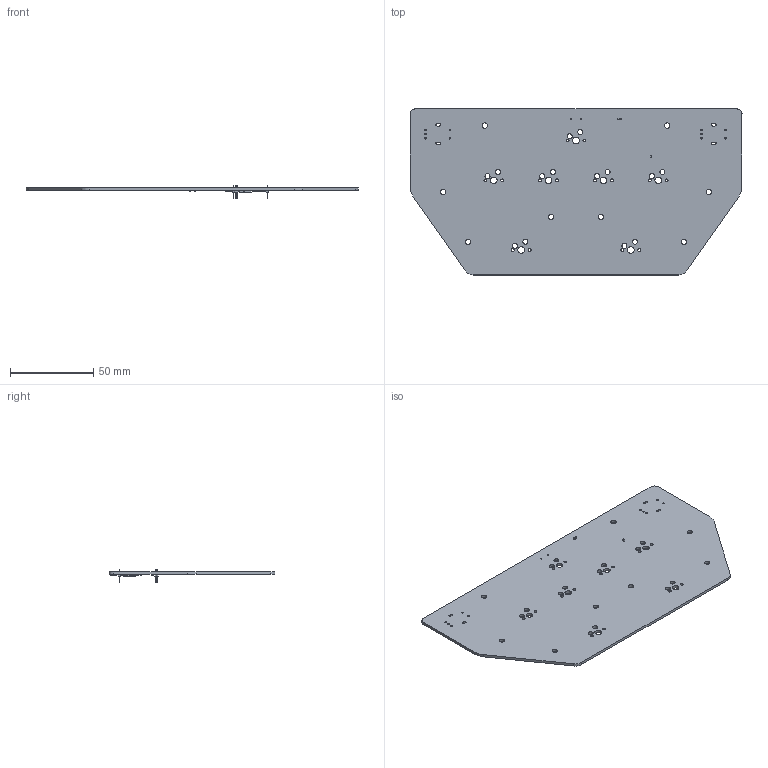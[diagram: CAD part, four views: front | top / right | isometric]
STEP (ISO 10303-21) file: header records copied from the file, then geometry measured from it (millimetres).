
FILE_DESCRIPTION(('KiCad electronic assembly'),'2;1');
FILE_NAME('PH-AC.step','2024-07-22T17:53:40',('Pcbnew'),('Kicad'), 'Open CASCADE STEP processor 7.8','KiCad to STEP converter','Unknown' );
FILE_SCHEMA(('AUTOMOTIVE_DESIGN { 1 0 10303 214 1 1 1 1 }'));
Length unit declared in the file: millimetre
Products named in the file (16): PH-AC 1; C_0402_1005Metric; R_0402_1005Metric; Crystal_SMD_3225-4Pin_3.2x2.5mm; QFN-56-1EP_7x7mm_P0.4mm_EP3.2x3.2mm; QFN_56_1EP_7x7mm_P04mm_EP32x32mm; LED_0402_1005Metric; PinHeader_1x02_P1.00mm_Vertical; PinHeader_1x02_P100mm_Vertical; PinHeader_1x03_P1.00mm_Vertical; PinHeader_1x03_P100mm_Vertical; PH-AC_PCB
Assembly tree (47 placements, depth 3):
  PH-AC 1
    C_0402_1005Metric  x19
      C_0402_1005Metric
    R_0402_1005Metric  x15
      R_0402_1005Metric
    Crystal_SMD_3225-4Pin_3.2x2.5mm
      Crystal_SMD_3225-4Pin_3.2x2.5mm
    QFN-56-1EP_7x7mm_P0.4mm_EP3.2x3.2mm
      QFN_56_1EP_7x7mm_P04mm_EP32x32mm
    LED_0402_1005Metric
      LED_0402_1005Metric
    PinHeader_1x02_P1.00mm_Vertical
      PinHeader_1x02_P100mm_Vertical
    PinHeader_1x03_P1.00mm_Vertical
      PinHeader_1x03_P100mm_Vertical
    PH-AC_PCB
Bounding box: 200 x 100 x 7.8 mm (x, y, z)
Volume: 28751 mm3; surface area: 37754.3 mm2
Topology: 40 solids, 40 shells, 1568 faces, 4197 edges, 2762 vertices
Faces by surface type: plane 1125, cylinder 443
Full cylindrical faces by diameter (mm): 0.4 x1, 0.5 x5, 0.65 x2, 1 x10, 1.75 x14, 3.05 x14, 3.2 x8, 4 x7
Entity records: 24797 total; most frequent: CARTESIAN_POINT 3979, ORIENTED_EDGE 3898, DIRECTION 3675, EDGE_CURVE 1949, LINE 1719, VECTOR 1719, VERTEX_POINT 1282, AXIS2_PLACEMENT_3D 978
